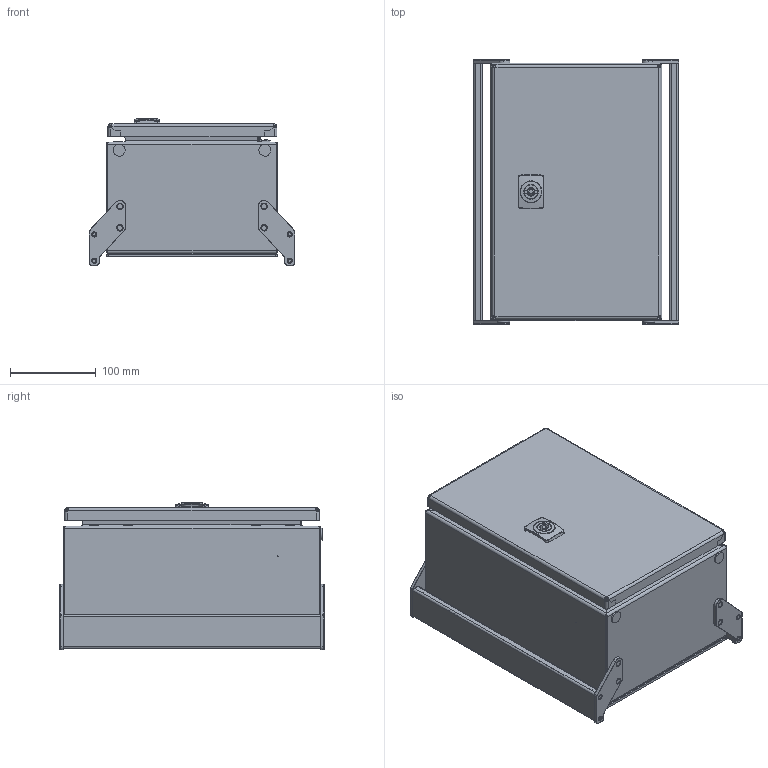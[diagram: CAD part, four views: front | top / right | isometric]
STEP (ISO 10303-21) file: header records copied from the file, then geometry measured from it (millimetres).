
FILE_DESCRIPTION (( 'STEP AP214' ), '1' );
FILE_NAME ('BAe-1523.STEP', '2011-11-23T12:16:30', ( 'Besitzer' ), ( '' ), 'SwSTEP 2.0', 'SolidWorks 2010', '' );
FILE_SCHEMA (( 'AUTOMOTIVE_DESIGN' ));
Length unit declared in the file: millimetre
Products named in the file (44): ENG-107584; ENG-000138_M6x20; 14042008082659_02U10-1523; ENG-00045A_Normal; ENG-000963_M5 X 0.8 (6MM LONG); ENG-015109_03E70-105-01; ENG-111696_93BAE-2143-M002; 040520061415_200 x 300; ENG-111695_94BAV-2143-M002; ENG-103933_97BAE-2143-M001; ENG-111695_95BAV-2143-M002; ENG-000216_2351; ENG-114885_91BAE-1523-M002; ENG-107581_2617; ENG-114884_90BAE-1523-M002; ENG-000092; ENG-000126; 1000-160-1; ENG-000129_SV-5326 (90Grad gedr.); ENG-000098_M6; ENG-000169_508; ENG-114916_02U10-1523-M002; ENG-005950_6mm; ENG-000098_M4; BAe-1523; ENG-114528_BAE-1523; ENG-111694_96BAV-2143-M002; 14042008081954_02E30-1523; ENG-000021; ENG-000929_LS-194; ENG-000125; ENG-000127; ENG-000020; ENG-000093; ENG-114915_02B10-1523-M002; ENG-000128; ENG-114917_02E10-1523-M002; ENG-001754_127; ENG-000872_ohne Deckteil, Stift gedreht; ENGB-000201_510 ...
Assembly tree (83 placements, depth 6):
  BAe-1523
    ENG-000098_M4  x6
    14042008083553_02B10-1523
      ENG-000929_LS-194
      ENG-000129_SV-5326 (90Grad gedr.)
        ENG-000125
          ENG-000093
            ENG-000092
            ENG-000021
          ENG-000020
        ENG-000126
        ENG-000128
        1000-160-1
        ENG-000127
      ENG-000098_M6  x2
      14042008082659_02U10-1523
        ENG-000169_508  x2
        14042008081954_02E30-1523
        ENG-000138_M6x20  x4
      040520061415_200 x 300
    ENG-000098_M6  x8
    ENG-111696_93BAE-2143-M002  x2
      ENG-107584
      ENG-103933_97BAE-2143-M001
      ENG-111695_94BAV-2143-M002
        ENG-107581_2617  x2
        ENG-000216_2351  x2
        ENG-111694_96BAV-2143-M002
      ENG-111695_95BAV-2143-M002
        ENG-000216_2351  x2
        ENG-107581_2617  x2
        ENG-111694_96BAV-2143-M002
    ENG-114884_90BAE-1523-M002
      ENG-114885_91BAE-1523-M002
      ENG-114528_BAE-1523
    ENG-015109_03E70-105-01
    ENG-114915_02B10-1523-M002
      ENG-001755_1242  x4
      ENG-000872_ohne Deckteil, Stift gedreht
        ENG-000268_509
        ENGB-000201_510
      ENG-001754_127  x2
      ENG-005950_6mm  x4
        ENG-00045A_Normal
        ENG-000963_M5 X 0.8 (6MM LONG)
      ENG-114916_02U10-1523-M002
        ENG-114917_02E10-1523-M002
        ENG-000138_M6x20  x2
      ENG-000872_ohne Deckelteil
        ENG-000268_509
        ENGB-000201_510
Bounding box: 240 x 308 x 171.49 mm (x, y, z)
Volume: 813220.5 mm3; surface area: 902716.7 mm2
Topology: 86 solids, 86 shells, 2039 faces, 4859 edges, 3034 vertices
Faces by surface type: plane 922, cylinder 614, cone 182, bspline 176, torus 81, sphere 64
Entity records: 43391 total; most frequent: CARTESIAN_POINT 14956, ORIENTED_EDGE 5528, DIRECTION 5445, EDGE_CURVE 2764, AXIS2_PLACEMENT_3D 1997, VERTEX_POINT 1722, LINE 1451, VECTOR 1451
